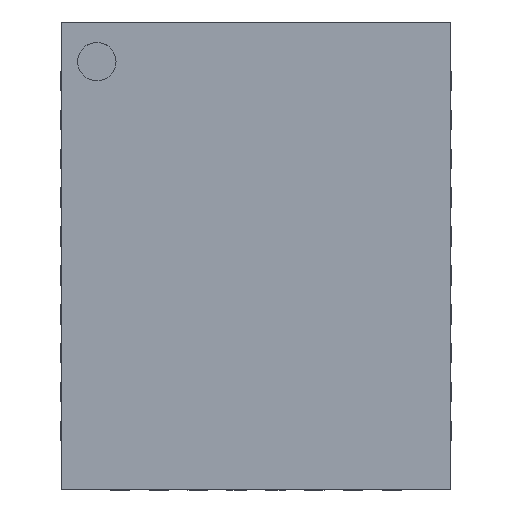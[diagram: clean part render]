
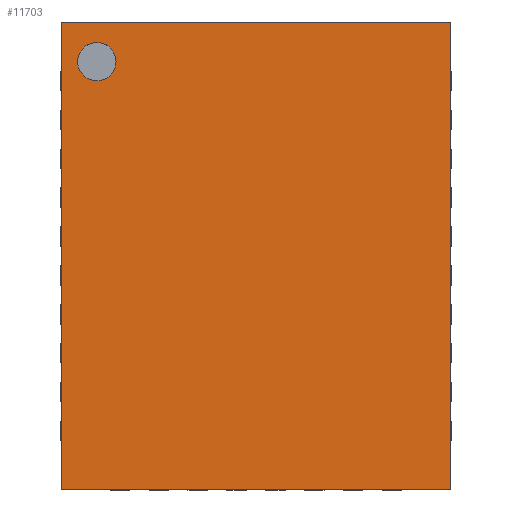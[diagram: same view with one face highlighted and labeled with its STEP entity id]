
A CAD part, top view. The second image highlights one B-rep face of the part: STEP entity #11703.
In plain terms, the highlighted planar face has unit normal (0, 0, 1).
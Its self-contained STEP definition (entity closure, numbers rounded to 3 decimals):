
#164 = EDGE_CURVE ( 'NONE', #14952, #9881, #6581, .T. ) ;
#696 = EDGE_CURVE ( 'NONE', #11604, #5119, #845, .T. ) ;
#845 = LINE ( 'NONE', #14718, #9733 ) ;
#1080 = EDGE_CURVE ( 'NONE', #3959, #6917, #11843, .T. ) ;
#1342 = DIRECTION ( 'NONE',  ( 0., 0., 1. ) ) ;
#1950 = CARTESIAN_POINT ( 'NONE',  ( 0., 0., 0.75 ) ) ;
#2031 = ORIENTED_EDGE ( 'NONE', *, *, #8172, .T. ) ;
#2281 = VECTOR ( 'NONE', #5415, 1000. ) ;
#2988 = DIRECTION ( 'NONE',  ( 0., 0., 1. ) ) ;
#3135 = AXIS2_PLACEMENT_3D ( 'NONE', #7341, #1342, #6040 ) ;
#3959 = VERTEX_POINT ( 'NONE', #12071 ) ;
#4252 = FACE_OUTER_BOUND ( 'NONE', #5205, .T. ) ;
#4261 = CARTESIAN_POINT ( 'NONE',  ( -2.5, 3., 0.75 ) ) ;
#4593 = ORIENTED_EDGE ( 'NONE', *, *, #696, .T. ) ;
#4684 = DIRECTION ( 'NONE',  ( 1., 0., 0. ) ) ;
#4881 = LINE ( 'NONE', #4946, #7089 ) ;
#4926 = EDGE_CURVE ( 'NONE', #9881, #11604, #4881, .T. ) ;
#4946 = CARTESIAN_POINT ( 'NONE',  ( -2.5, 3., 0.75 ) ) ;
#5119 = VERTEX_POINT ( 'NONE', #9123 ) ;
#5205 = EDGE_LOOP ( 'NONE', ( #2031, #11217, #8460, #4593 ) ) ;
#5415 = DIRECTION ( 'NONE',  ( -1., 0., 0. ) ) ;
#5616 = DIRECTION ( 'NONE',  ( 1., 0., 0. ) ) ;
#5829 = PLANE ( 'NONE',  #11667 ) ;
#5978 = AXIS2_PLACEMENT_3D ( 'NONE', #11210, #2988, #12332 ) ;
#6040 = DIRECTION ( 'NONE',  ( 1., 0., 0. ) ) ;
#6142 = ORIENTED_EDGE ( 'NONE', *, *, #13135, .F. ) ;
#6189 = DIRECTION ( 'NONE',  ( 0., -1., 0. ) ) ;
#6458 = CARTESIAN_POINT ( 'NONE',  ( 2.5, 3., 0.75 ) ) ;
#6581 = LINE ( 'NONE', #11276, #2281 ) ;
#6917 = VERTEX_POINT ( 'NONE', #7815 ) ;
#7089 = VECTOR ( 'NONE', #6189, 1000. ) ;
#7341 = CARTESIAN_POINT ( 'NONE',  ( -2.047, 2.5, 0.75 ) ) ;
#7815 = CARTESIAN_POINT ( 'NONE',  ( -2.294, 2.5, 0.75 ) ) ;
#7913 = DIRECTION ( 'NONE',  ( 0., 1., 0. ) ) ;
#8172 = EDGE_CURVE ( 'NONE', #5119, #14952, #9921, .T. ) ;
#8460 = ORIENTED_EDGE ( 'NONE', *, *, #4926, .T. ) ;
#9123 = CARTESIAN_POINT ( 'NONE',  ( 2.5, -3., 0.75 ) ) ;
#9196 = ORIENTED_EDGE ( 'NONE', *, *, #1080, .F. ) ;
#9733 = VECTOR ( 'NONE', #5616, 1000. ) ;
#9881 = VERTEX_POINT ( 'NONE', #4261 ) ;
#9921 = LINE ( 'NONE', #11319, #11885 ) ;
#10080 = FACE_BOUND ( 'NONE', #12042, .T. ) ;
#10518 = DIRECTION ( 'NONE',  ( 0., 0., 1. ) ) ;
#11210 = CARTESIAN_POINT ( 'NONE',  ( -2.047, 2.5, 0.75 ) ) ;
#11217 = ORIENTED_EDGE ( 'NONE', *, *, #164, .T. ) ;
#11276 = CARTESIAN_POINT ( 'NONE',  ( -2.5, 3., 0.75 ) ) ;
#11319 = CARTESIAN_POINT ( 'NONE',  ( 2.5, 3., 0.75 ) ) ;
#11604 = VERTEX_POINT ( 'NONE', #12227 ) ;
#11667 = AXIS2_PLACEMENT_3D ( 'NONE', #1950, #10518, #4684 ) ;
#11703 = ADVANCED_FACE ( 'NONE', ( #10080, #4252 ), #5829, .T. ) ;
#11843 = CIRCLE ( 'NONE', #5978, 0.247 ) ;
#11885 = VECTOR ( 'NONE', #7913, 1000. ) ;
#12042 = EDGE_LOOP ( 'NONE', ( #9196, #6142 ) ) ;
#12071 = CARTESIAN_POINT ( 'NONE',  ( -1.801, 2.5, 0.75 ) ) ;
#12227 = CARTESIAN_POINT ( 'NONE',  ( -2.5, -3., 0.75 ) ) ;
#12332 = DIRECTION ( 'NONE',  ( 1., 0., 0. ) ) ;
#12909 = CIRCLE ( 'NONE', #3135, 0.247 ) ;
#13135 = EDGE_CURVE ( 'NONE', #6917, #3959, #12909, .T. ) ;
#14718 = CARTESIAN_POINT ( 'NONE',  ( -2.5, -3., 0.75 ) ) ;
#14952 = VERTEX_POINT ( 'NONE', #6458 ) ;
